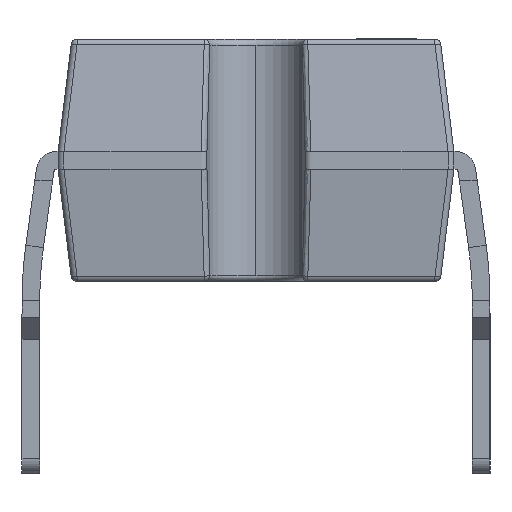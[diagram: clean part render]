
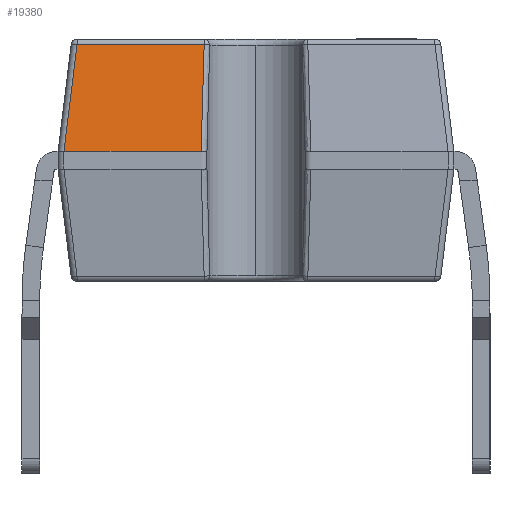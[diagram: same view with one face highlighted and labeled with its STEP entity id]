
A CAD part, left-side view. The second image highlights one B-rep face of the part: STEP entity #19380.
In plain terms, the highlighted planar face has unit normal (-0.993, 0, 0.122).
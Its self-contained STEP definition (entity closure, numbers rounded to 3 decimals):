
#1382 = ORIENTED_EDGE ( 'NONE', *, *, #14996, .T. ) ;
#2689 = VECTOR ( 'NONE', #15836, 1000. ) ;
#2995 = VERTEX_POINT ( 'NONE', #13348 ) ;
#4334 = LINE ( 'NONE', #35380, #2689 ) ;
#5400 = ORIENTED_EDGE ( 'NONE', *, *, #27349, .T. ) ;
#5454 = ORIENTED_EDGE ( 'NONE', *, *, #26528, .T. ) ;
#7083 = VERTEX_POINT ( 'NONE', #7613 ) ;
#7398 = ORIENTED_EDGE ( 'NONE', *, *, #25109, .F. ) ;
#7613 = CARTESIAN_POINT ( 'NONE',  ( -10., 0.929, 2.2 ) ) ;
#9562 = CARTESIAN_POINT ( 'NONE',  ( -10., 3.25, 2.2 ) ) ;
#10583 = CARTESIAN_POINT ( 'NONE',  ( -10., 0.929, 2.2 ) ) ;
#12089 = CARTESIAN_POINT ( 'NONE',  ( -10., 3.25, 2.2 ) ) ;
#12861 = CARTESIAN_POINT ( 'NONE',  ( -9.777, 3.117, 4.012 ) ) ;
#13348 = CARTESIAN_POINT ( 'NONE',  ( -9.777, 0.877, 4.012 ) ) ;
#13775 = CARTESIAN_POINT ( 'NONE',  ( -9.777, 3.028, 4.012 ) ) ;
#14996 = EDGE_CURVE ( 'NONE', #7083, #2995, #15908, .T. ) ;
#15145 = VECTOR ( 'NONE', #21547, 1000. ) ;
#15836 = DIRECTION ( 'NONE',  ( -0.121, 0.121, -0.985 ) ) ;
#15908 =( BOUNDED_CURVE ( )  B_SPLINE_CURVE ( 3, ( #10583, #16235, #27707, #24502 ),
 .UNSPECIFIED., .F., .F. ) 
 B_SPLINE_CURVE_WITH_KNOTS ( ( 4, 4 ),
 ( 4.819, 5.064 ),
 .UNSPECIFIED. ) 
 CURVE ( )  GEOMETRIC_REPRESENTATION_ITEM ( )  RATIONAL_B_SPLINE_CURVE ( ( 1., 0.995, 0.995, 1. ) ) 
 REPRESENTATION_ITEM ( '' )  );
#16135 = AXIS2_PLACEMENT_3D ( 'NONE', #21908, #26990, #24897 ) ;
#16235 = CARTESIAN_POINT ( 'NONE',  ( -9.924, 0.921, 2.82 ) ) ;
#16667 = VERTEX_POINT ( 'NONE', #9562 ) ;
#17998 = VECTOR ( 'NONE', #23960, 1000. ) ;
#18515 =( BOUNDED_CURVE ( )  B_SPLINE_CURVE ( 3, ( #23578, #23950, #12089, #34693 ),
 .UNSPECIFIED., .F., .F. ) 
 B_SPLINE_CURVE_WITH_KNOTS ( ( 4, 4 ),
 ( 6.276, 6.283 ),
 .UNSPECIFIED. ) 
 CURVE ( )  GEOMETRIC_REPRESENTATION_ITEM ( )  RATIONAL_B_SPLINE_CURVE ( ( 1., 1., 1., 1. ) ) 
 REPRESENTATION_ITEM ( '' )  );
#19380 = ADVANCED_FACE ( 'NONE', ( #22897 ), #29265, .F. ) ;
#21547 = DIRECTION ( 'NONE',  ( 0., 1., 0. ) ) ;
#21716 = LINE ( 'NONE', #12861, #15145 ) ;
#21908 = CARTESIAN_POINT ( 'NONE',  ( -9.767, 0., 4.1 ) ) ;
#22842 = CARTESIAN_POINT ( 'NONE',  ( -10., 3.251, 2.2 ) ) ;
#22897 = FACE_OUTER_BOUND ( 'NONE', #24038, .T. ) ;
#23578 = CARTESIAN_POINT ( 'NONE',  ( -10., 3.251, 2.2 ) ) ;
#23950 = CARTESIAN_POINT ( 'NONE',  ( -10., 3.25, 2.2 ) ) ;
#23960 = DIRECTION ( 'NONE',  ( 0., 1., 0. ) ) ;
#24038 = EDGE_LOOP ( 'NONE', ( #7398, #1382, #5400, #30349, #5454 ) ) ;
#24143 = LINE ( 'NONE', #33017, #17998 ) ;
#24502 = CARTESIAN_POINT ( 'NONE',  ( -9.777, 0.877, 4.012 ) ) ;
#24897 = DIRECTION ( 'NONE',  ( 0., -1., 0. ) ) ;
#25109 = EDGE_CURVE ( 'NONE', #7083, #16667, #24143, .T. ) ;
#25179 = VERTEX_POINT ( 'NONE', #13775 ) ;
#26528 = EDGE_CURVE ( 'NONE', #35107, #16667, #18515, .T. ) ;
#26990 = DIRECTION ( 'NONE',  ( 0.993, 0., -0.122 ) ) ;
#27349 = EDGE_CURVE ( 'NONE', #2995, #25179, #21716, .T. ) ;
#27707 = CARTESIAN_POINT ( 'NONE',  ( -9.849, 0.904, 3.427 ) ) ;
#28690 = EDGE_CURVE ( 'NONE', #25179, #35107, #4334, .T. ) ;
#29265 = PLANE ( 'NONE',  #16135 ) ;
#30349 = ORIENTED_EDGE ( 'NONE', *, *, #28690, .T. ) ;
#33017 = CARTESIAN_POINT ( 'NONE',  ( -10., -3.35, 2.2 ) ) ;
#34693 = CARTESIAN_POINT ( 'NONE',  ( -10., 3.25, 2.2 ) ) ;
#35107 = VERTEX_POINT ( 'NONE', #22842 ) ;
#35380 = CARTESIAN_POINT ( 'NONE',  ( -9.723, 2.973, 4.46 ) ) ;
